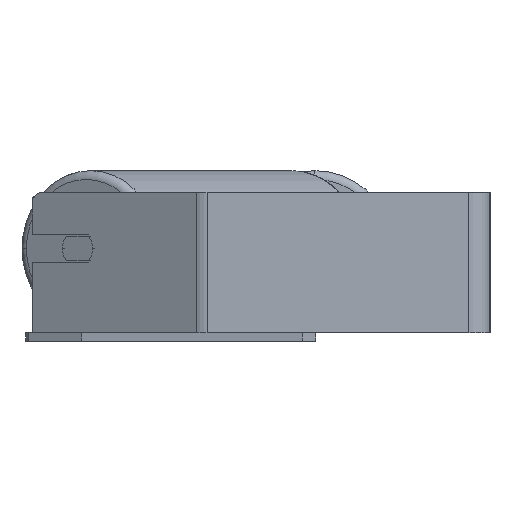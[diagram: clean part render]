
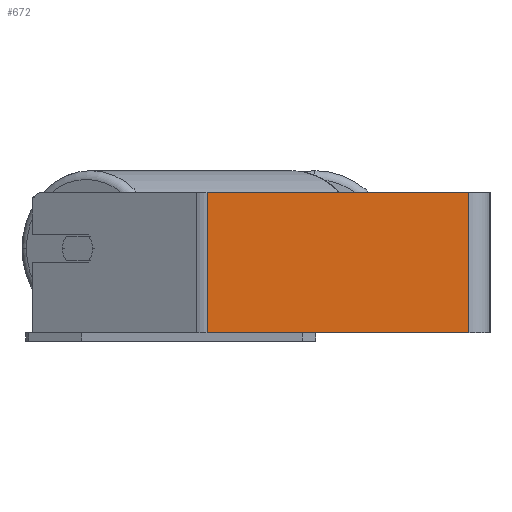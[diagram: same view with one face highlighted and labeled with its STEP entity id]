
A CAD part, left-side view. The second image highlights one B-rep face of the part: STEP entity #672.
In plain terms, the highlighted planar face has unit normal (-1, 0, 0).
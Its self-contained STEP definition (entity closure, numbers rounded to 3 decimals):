
#85 = DIRECTION ( 'NONE',  ( 0., 0., -1. ) ) ;
#298 = ORIENTED_EDGE ( 'NONE', *, *, #6256, .T. ) ;
#672 = ADVANCED_FACE ( 'NONE', ( #4927 ), #1444, .F. ) ;
#911 = CARTESIAN_POINT ( 'NONE',  ( -415., 12., 40. ) ) ;
#1009 = CARTESIAN_POINT ( 'NONE',  ( -415., 12., 40. ) ) ;
#1207 = DIRECTION ( 'NONE',  ( 0., -1., 0. ) ) ;
#1444 = PLANE ( 'NONE',  #7527 ) ;
#1555 = VECTOR ( 'NONE', #8978, 1000. ) ;
#1664 = VERTEX_POINT ( 'NONE', #911 ) ;
#1667 = ORIENTED_EDGE ( 'NONE', *, *, #7751, .F. ) ;
#1982 = LINE ( 'NONE', #4760, #8467 ) ;
#2461 = VERTEX_POINT ( 'NONE', #6424 ) ;
#2503 = CARTESIAN_POINT ( 'NONE',  ( -415., 164.758, -40. ) ) ;
#2764 = DIRECTION ( 'NONE',  ( 0., -1., 0. ) ) ;
#2864 = ORIENTED_EDGE ( 'NONE', *, *, #4372, .T. ) ;
#3200 = DIRECTION ( 'NONE',  ( 0., 0., -1. ) ) ;
#3817 = VERTEX_POINT ( 'NONE', #5319 ) ;
#4258 = ORIENTED_EDGE ( 'NONE', *, *, #6460, .F. ) ;
#4372 = EDGE_CURVE ( 'NONE', #3817, #2461, #6833, .T. ) ;
#4760 = CARTESIAN_POINT ( 'NONE',  ( -415., 164.758, 40. ) ) ;
#4927 = FACE_OUTER_BOUND ( 'NONE', #6819, .T. ) ;
#5089 = VERTEX_POINT ( 'NONE', #6160 ) ;
#5109 = VECTOR ( 'NONE', #3200, 1000. ) ;
#5319 = CARTESIAN_POINT ( 'NONE',  ( -415., 161.542, 40. ) ) ;
#6160 = CARTESIAN_POINT ( 'NONE',  ( -415., 12., -40. ) ) ;
#6256 = EDGE_CURVE ( 'NONE', #2461, #5089, #6602, .T. ) ;
#6273 = CARTESIAN_POINT ( 'NONE',  ( -415., 161.542, 40. ) ) ;
#6363 = DIRECTION ( 'NONE',  ( 1., 0., 0. ) ) ;
#6424 = CARTESIAN_POINT ( 'NONE',  ( -415., 161.542, -40. ) ) ;
#6460 = EDGE_CURVE ( 'NONE', #3817, #1664, #1982, .T. ) ;
#6602 = LINE ( 'NONE', #2503, #6703 ) ;
#6703 = VECTOR ( 'NONE', #1207, 1000. ) ;
#6819 = EDGE_LOOP ( 'NONE', ( #298, #1667, #4258, #2864 ) ) ;
#6833 = LINE ( 'NONE', #6273, #1555 ) ;
#7042 = CARTESIAN_POINT ( 'NONE',  ( -415., 164.758, 40. ) ) ;
#7527 = AXIS2_PLACEMENT_3D ( 'NONE', #7042, #6363, #85 ) ;
#7751 = EDGE_CURVE ( 'NONE', #1664, #5089, #8896, .T. ) ;
#8467 = VECTOR ( 'NONE', #2764, 1000. ) ;
#8896 = LINE ( 'NONE', #1009, #5109 ) ;
#8978 = DIRECTION ( 'NONE',  ( 0., 0., -1. ) ) ;
